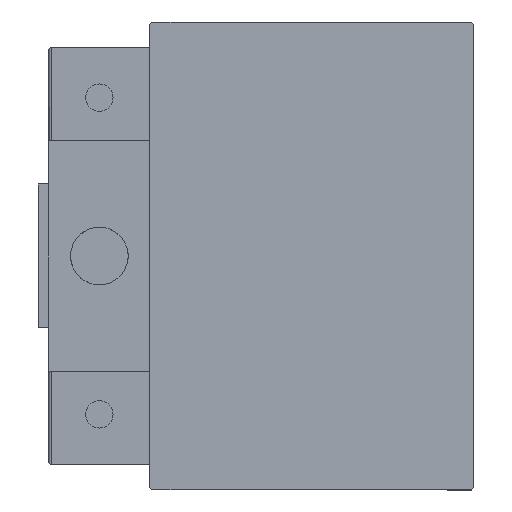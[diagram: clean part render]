
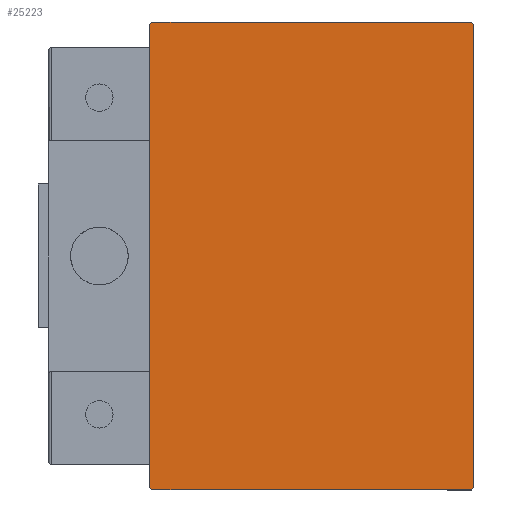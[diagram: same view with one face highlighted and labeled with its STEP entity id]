
A CAD part, left-side view. The second image highlights one B-rep face of the part: STEP entity #25223.
In plain terms, the highlighted face is planar.
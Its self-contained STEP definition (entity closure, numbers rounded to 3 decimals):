
#1193 = DIRECTION ( 'NONE',  ( 0., 0., 1. ) ) ;
#1247 = CARTESIAN_POINT ( 'NONE',  ( 130., 22.2, 32.5 ) ) ;
#2934 = EDGE_CURVE ( 'NONE', #22988, #18198, #43469, .T. ) ;
#4068 = ORIENTED_EDGE ( 'NONE', *, *, #9921, .T. ) ;
#4297 = CARTESIAN_POINT ( 'NONE',  ( 130., 22.5, 32.5 ) ) ;
#4557 = VECTOR ( 'NONE', #34950, 1000. ) ;
#5056 = LINE ( 'NONE', #43976, #14816 ) ;
#5819 = EDGE_CURVE ( 'NONE', #33517, #22988, #37632, .T. ) ;
#6421 = ORIENTED_EDGE ( 'NONE', *, *, #5819, .T. ) ;
#9211 = DIRECTION ( 'NONE',  ( 1., 0., 0. ) ) ;
#9507 = CARTESIAN_POINT ( 'NONE',  ( 130., 27.35, 27.35 ) ) ;
#9921 = EDGE_CURVE ( 'NONE', #18198, #41002, #24501, .T. ) ;
#11458 = ORIENTED_EDGE ( 'NONE', *, *, #20076, .T. ) ;
#13039 = CARTESIAN_POINT ( 'NONE',  ( 130., 27.35, -27.35 ) ) ;
#13529 = CARTESIAN_POINT ( 'NONE',  ( 130., -22.5, 32.5 ) ) ;
#14526 = CARTESIAN_POINT ( 'NONE',  ( 130., 22.5, 32.2 ) ) ;
#14816 = VECTOR ( 'NONE', #1193, 1000. ) ;
#16290 = EDGE_LOOP ( 'NONE', ( #29701, #43864, #49438, #6421, #37361, #4068, #32504, #11458 ) ) ;
#17091 = EDGE_CURVE ( 'NONE', #28952, #33517, #5056, .T. ) ;
#18198 = VERTEX_POINT ( 'NONE', #44738 ) ;
#20076 = EDGE_CURVE ( 'NONE', #46198, #27877, #36469, .T. ) ;
#20235 = DIRECTION ( 'NONE',  ( 0., 0., -1. ) ) ;
#20425 = CARTESIAN_POINT ( 'NONE',  ( 130., -27.35, 27.35 ) ) ;
#22988 = VERTEX_POINT ( 'NONE', #1247 ) ;
#24501 = LINE ( 'NONE', #20425, #27121 ) ;
#24529 = LINE ( 'NONE', #13529, #43409 ) ;
#24805 = CARTESIAN_POINT ( 'NONE',  ( 130., 0., 0. ) ) ;
#25223 = ADVANCED_FACE ( 'NONE', ( #42260 ), #40420, .T. ) ;
#27121 = VECTOR ( 'NONE', #35777, 1000. ) ;
#27703 = VECTOR ( 'NONE', #43967, 1000. ) ;
#27778 = LINE ( 'NONE', #38535, #4557 ) ;
#27877 = VERTEX_POINT ( 'NONE', #28763 ) ;
#28763 = CARTESIAN_POINT ( 'NONE',  ( 130., -22.2, -32.5 ) ) ;
#28952 = VERTEX_POINT ( 'NONE', #47401 ) ;
#29131 = DIRECTION ( 'NONE',  ( 0., 0., -1. ) ) ;
#29441 = CARTESIAN_POINT ( 'NONE',  ( 130., 22.2, -32.5 ) ) ;
#29701 = ORIENTED_EDGE ( 'NONE', *, *, #31756, .T. ) ;
#29948 = CARTESIAN_POINT ( 'NONE',  ( 130., -22.5, -32.2 ) ) ;
#31756 = EDGE_CURVE ( 'NONE', #27877, #47088, #27778, .T. ) ;
#32142 = CARTESIAN_POINT ( 'NONE',  ( 130., -27.35, -27.35 ) ) ;
#32504 = ORIENTED_EDGE ( 'NONE', *, *, #47334, .T. ) ;
#32650 = VECTOR ( 'NONE', #35318, 1000. ) ;
#33517 = VERTEX_POINT ( 'NONE', #14526 ) ;
#34950 = DIRECTION ( 'NONE',  ( 0., 1., 0. ) ) ;
#35318 = DIRECTION ( 'NONE',  ( 0., 0.707, 0.707 ) ) ;
#35777 = DIRECTION ( 'NONE',  ( 0., -0.707, -0.707 ) ) ;
#36469 = LINE ( 'NONE', #32142, #47619 ) ;
#36480 = CARTESIAN_POINT ( 'NONE',  ( 130., -22.5, 32.2 ) ) ;
#37361 = ORIENTED_EDGE ( 'NONE', *, *, #2934, .T. ) ;
#37632 = LINE ( 'NONE', #9507, #45801 ) ;
#38535 = CARTESIAN_POINT ( 'NONE',  ( 130., -22.5, -32.5 ) ) ;
#39673 = LINE ( 'NONE', #13039, #32650 ) ;
#40329 = AXIS2_PLACEMENT_3D ( 'NONE', #24805, #9211, #20235 ) ;
#40420 = PLANE ( 'NONE',  #40329 ) ;
#41002 = VERTEX_POINT ( 'NONE', #36480 ) ;
#42260 = FACE_OUTER_BOUND ( 'NONE', #16290, .T. ) ;
#43409 = VECTOR ( 'NONE', #29131, 1000. ) ;
#43469 = LINE ( 'NONE', #4297, #27703 ) ;
#43864 = ORIENTED_EDGE ( 'NONE', *, *, #44088, .T. ) ;
#43967 = DIRECTION ( 'NONE',  ( 0., -1., 0. ) ) ;
#43976 = CARTESIAN_POINT ( 'NONE',  ( 130., 22.5, -32.5 ) ) ;
#44088 = EDGE_CURVE ( 'NONE', #47088, #28952, #39673, .T. ) ;
#44738 = CARTESIAN_POINT ( 'NONE',  ( 130., -22.2, 32.5 ) ) ;
#45801 = VECTOR ( 'NONE', #48667, 1000. ) ;
#46198 = VERTEX_POINT ( 'NONE', #29948 ) ;
#47088 = VERTEX_POINT ( 'NONE', #29441 ) ;
#47334 = EDGE_CURVE ( 'NONE', #41002, #46198, #24529, .T. ) ;
#47401 = CARTESIAN_POINT ( 'NONE',  ( 130., 22.5, -32.2 ) ) ;
#47619 = VECTOR ( 'NONE', #48010, 1000. ) ;
#48010 = DIRECTION ( 'NONE',  ( 0., 0.707, -0.707 ) ) ;
#48667 = DIRECTION ( 'NONE',  ( 0., -0.707, 0.707 ) ) ;
#49438 = ORIENTED_EDGE ( 'NONE', *, *, #17091, .T. ) ;
